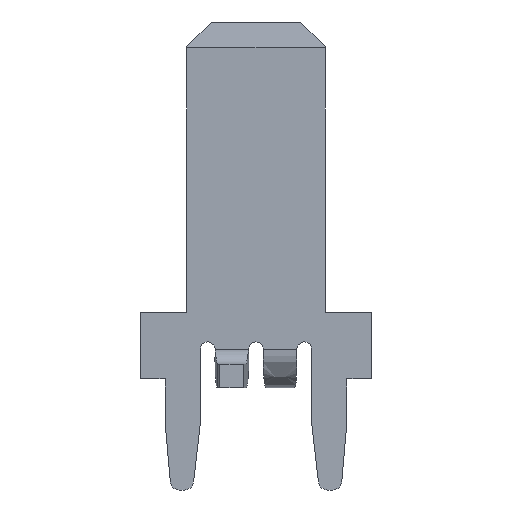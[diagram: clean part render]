
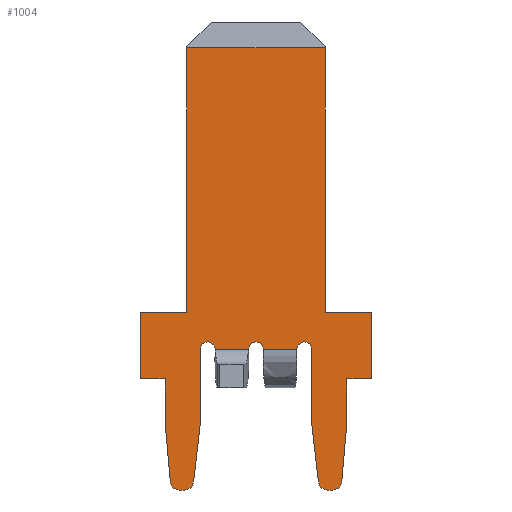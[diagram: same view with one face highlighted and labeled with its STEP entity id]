
A CAD part, front view. The second image highlights one B-rep face of the part: STEP entity #1004.
In plain terms, the highlighted planar face has unit normal (0, -1, 0).
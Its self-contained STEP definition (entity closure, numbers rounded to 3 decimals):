
#134=DIRECTION('',(1.,0.,0.));
#135=VECTOR('',#134,1.145);
#136=CARTESIAN_POINT('',(-1.399,-0.4,-11.227));
#137=LINE('',#136,#135);
#138=DIRECTION('',(-0.122,0.,0.993));
#139=VECTOR('',#138,0.031);
#140=CARTESIAN_POINT('',(-1.399,-0.4,-11.227));
#141=LINE('',#140,#139);
#142=CARTESIAN_POINT('',(-1.655,-0.4,-11.227));
#143=DIRECTION('',(0.,-1.,0.));
#144=DIRECTION('',(0.993,0.,0.122));
#145=AXIS2_PLACEMENT_3D('',#142,#143,#144);
#147=DIRECTION('',(0.,0.,-1.));
#148=VECTOR('',#147,2.54);
#149=CARTESIAN_POINT('',(-1.909,-0.4,-11.227));
#150=LINE('',#149,#148);
#151=DIRECTION('',(-0.114,0.,-0.993));
#152=VECTOR('',#151,2.018);
#153=CARTESIAN_POINT('',(-1.909,-0.4,-13.767));
#154=LINE('',#153,#152);
#155=CARTESIAN_POINT('',(-2.455,-0.4,-15.735));
#156=DIRECTION('',(0.,1.,0.));
#157=DIRECTION('',(0.993,0.,-0.114));
#158=AXIS2_PLACEMENT_3D('',#155,#156,#157);
#160=DIRECTION('',(-1.,0.,0.));
#161=VECTOR('',#160,0.17);
#162=CARTESIAN_POINT('',(-2.455,-0.4,-16.053));
#163=LINE('',#162,#161);
#164=CARTESIAN_POINT('',(-2.625,-0.4,-15.735));
#165=DIRECTION('',(0.,1.,0.));
#166=DIRECTION('',(0.,0.,-1.));
#167=AXIS2_PLACEMENT_3D('',#164,#165,#166);
#169=DIRECTION('',(-0.087,0.,0.996));
#170=VECTOR('',#169,2.012);
#171=CARTESIAN_POINT('',(-2.941,-0.4,-15.772));
#172=LINE('',#171,#170);
#173=DIRECTION('',(0.,0.,1.));
#174=VECTOR('',#173,1.524);
#175=CARTESIAN_POINT('',(-3.116,-0.4,-13.767));
#176=LINE('',#175,#174);
#177=DIRECTION('',(-1.,0.,0.));
#178=VECTOR('',#177,0.847);
#179=CARTESIAN_POINT('',(-3.116,-0.4,-12.243));
#180=LINE('',#179,#178);
#181=DIRECTION('',(0.,0.,1.));
#182=VECTOR('',#181,2.286);
#183=CARTESIAN_POINT('',(-3.962,-0.4,-12.243));
#184=LINE('',#183,#182);
#185=DIRECTION('',(1.,0.,0.));
#186=VECTOR('',#185,1.588);
#187=CARTESIAN_POINT('',(-3.962,-0.4,-9.957));
#188=LINE('',#187,#186);
#189=DIRECTION('',(0.,0.,1.));
#190=VECTOR('',#189,9.068);
#191=CARTESIAN_POINT('',(-2.375,-0.4,-9.957));
#192=LINE('',#191,#190);
#193=DIRECTION('',(1.,0.,0.));
#194=VECTOR('',#193,4.75);
#195=CARTESIAN_POINT('',(-2.375,-0.4,-0.889));
#196=LINE('',#195,#194);
#197=DIRECTION('',(0.,0.,-1.));
#198=VECTOR('',#197,9.068);
#199=CARTESIAN_POINT('',(2.375,-0.4,-0.889));
#200=LINE('',#199,#198);
#201=DIRECTION('',(1.,0.,0.));
#202=VECTOR('',#201,1.588);
#203=CARTESIAN_POINT('',(2.375,-0.4,-9.957));
#204=LINE('',#203,#202);
#205=DIRECTION('',(0.,0.,-1.));
#206=VECTOR('',#205,2.286);
#207=CARTESIAN_POINT('',(3.962,-0.4,-9.957));
#208=LINE('',#207,#206);
#209=DIRECTION('',(-1.,0.,0.));
#210=VECTOR('',#209,0.847);
#211=CARTESIAN_POINT('',(3.962,-0.4,-12.243));
#212=LINE('',#211,#210);
#213=DIRECTION('',(0.,0.,-1.));
#214=VECTOR('',#213,1.524);
#215=CARTESIAN_POINT('',(3.116,-0.4,-12.243));
#216=LINE('',#215,#214);
#217=DIRECTION('',(-0.087,0.,-0.996));
#218=VECTOR('',#217,2.004);
#219=CARTESIAN_POINT('',(3.116,-0.4,-13.767));
#220=LINE('',#219,#218);
#221=CARTESIAN_POINT('',(2.625,-0.4,-15.735));
#222=DIRECTION('',(0.,1.,0.));
#223=DIRECTION('',(0.996,0.,-0.087));
#224=AXIS2_PLACEMENT_3D('',#221,#222,#223);
#226=DIRECTION('',(-1.,0.,0.));
#227=VECTOR('',#226,0.17);
#228=CARTESIAN_POINT('',(2.625,-0.4,-16.053));
#229=LINE('',#228,#227);
#230=CARTESIAN_POINT('',(2.455,-0.4,-15.735));
#231=DIRECTION('',(0.,1.,0.));
#232=DIRECTION('',(0.,0.,-1.));
#233=AXIS2_PLACEMENT_3D('',#230,#231,#232);
#235=DIRECTION('',(-0.114,0.,0.993));
#236=VECTOR('',#235,2.018);
#237=CARTESIAN_POINT('',(2.139,-0.4,-15.772));
#238=LINE('',#237,#236);
#239=DIRECTION('',(0.,0.,1.));
#240=VECTOR('',#239,2.54);
#241=CARTESIAN_POINT('',(1.909,-0.4,-13.767));
#242=LINE('',#241,#240);
#243=CARTESIAN_POINT('',(1.655,-0.4,-11.227));
#244=DIRECTION('',(0.,-1.,0.));
#245=DIRECTION('',(1.,0.,0.));
#246=AXIS2_PLACEMENT_3D('',#243,#244,#245);
#248=DIRECTION('',(-0.122,0.,-0.993));
#249=VECTOR('',#248,0.031);
#250=CARTESIAN_POINT('',(1.403,-0.4,-11.196));
#251=LINE('',#250,#249);
#252=DIRECTION('',(-1.,0.,0.));
#253=VECTOR('',#252,1.145);
#254=CARTESIAN_POINT('',(1.399,-0.4,-11.227));
#255=LINE('',#254,#253);
#256=CARTESIAN_POINT('',(0.,-0.4,-11.227));
#257=DIRECTION('',(0.,-1.,0.));
#258=DIRECTION('',(1.,0.,0.));
#259=AXIS2_PLACEMENT_3D('',#256,#257,#258);
#285=CARTESIAN_POINT('',(-0.254,-0.4,-11.227));
#765=CARTESIAN_POINT('',(2.375,-0.4,-9.957));
#766=CARTESIAN_POINT('',(3.962,-0.4,-9.957));
#767=VERTEX_POINT('',#765);
#768=VERTEX_POINT('',#766);
#769=CARTESIAN_POINT('',(3.962,-0.4,-12.243));
#770=VERTEX_POINT('',#769);
#771=CARTESIAN_POINT('',(3.116,-0.4,-12.243));
#772=VERTEX_POINT('',#771);
#773=CARTESIAN_POINT('',(3.116,-0.4,-13.767));
#774=VERTEX_POINT('',#773);
#775=CARTESIAN_POINT('',(2.941,-0.4,-15.763));
#776=VERTEX_POINT('',#775);
#777=CARTESIAN_POINT('',(2.625,-0.4,-16.053));
#778=VERTEX_POINT('',#777);
#779=CARTESIAN_POINT('',(2.455,-0.4,-16.053));
#780=VERTEX_POINT('',#779);
#781=CARTESIAN_POINT('',(2.139,-0.4,-15.772));
#782=VERTEX_POINT('',#781);
#783=CARTESIAN_POINT('',(1.909,-0.4,-13.767));
#784=VERTEX_POINT('',#783);
#785=CARTESIAN_POINT('',(1.909,-0.4,-11.227));
#786=VERTEX_POINT('',#785);
#787=CARTESIAN_POINT('',(1.403,-0.4,-11.196));
#788=VERTEX_POINT('',#787);
#789=CARTESIAN_POINT('',(-1.403,-0.4,-11.196));
#790=CARTESIAN_POINT('',(-1.909,-0.4,-11.227));
#791=VERTEX_POINT('',#789);
#792=VERTEX_POINT('',#790);
#793=CARTESIAN_POINT('',(-1.909,-0.4,-13.767));
#794=VERTEX_POINT('',#793);
#795=CARTESIAN_POINT('',(-2.139,-0.4,-15.772));
#796=VERTEX_POINT('',#795);
#797=CARTESIAN_POINT('',(-2.455,-0.4,-16.053));
#798=VERTEX_POINT('',#797);
#799=CARTESIAN_POINT('',(-2.625,-0.4,-16.053));
#800=VERTEX_POINT('',#799);
#801=CARTESIAN_POINT('',(-2.941,-0.4,-15.772));
#802=VERTEX_POINT('',#801);
#803=CARTESIAN_POINT('',(-3.116,-0.4,-13.767));
#804=VERTEX_POINT('',#803);
#805=CARTESIAN_POINT('',(-3.116,-0.4,-12.243));
#806=VERTEX_POINT('',#805);
#807=CARTESIAN_POINT('',(-3.962,-0.4,-12.243));
#808=VERTEX_POINT('',#807);
#809=CARTESIAN_POINT('',(-3.962,-0.4,-9.957));
#810=VERTEX_POINT('',#809);
#811=CARTESIAN_POINT('',(-2.375,-0.4,-9.957));
#812=VERTEX_POINT('',#811);
#861=CARTESIAN_POINT('',(-2.375,-0.4,-0.889));
#862=CARTESIAN_POINT('',(2.375,-0.4,-0.889));
#863=VERTEX_POINT('',#861);
#864=VERTEX_POINT('',#862);
#911=VERTEX_POINT('',#285);
#913=CARTESIAN_POINT('',(-1.399,-0.4,-11.227));
#914=VERTEX_POINT('',#913);
#917=CARTESIAN_POINT('',(1.399,-0.4,-11.227));
#918=VERTEX_POINT('',#917);
#929=CARTESIAN_POINT('',(0.254,-0.4,-11.227));
#930=VERTEX_POINT('',#929);
#937=CARTESIAN_POINT('',(0.,-0.4,0.));
#938=DIRECTION('',(0.,1.,0.));
#939=DIRECTION('',(-1.,0.,0.));
#940=AXIS2_PLACEMENT_3D('',#937,#938,#939);
#941=PLANE('',#940);
#943=ORIENTED_EDGE('',*,*,#942,.F.);
#945=ORIENTED_EDGE('',*,*,#944,.T.);
#947=ORIENTED_EDGE('',*,*,#946,.T.);
#949=ORIENTED_EDGE('',*,*,#948,.T.);
#951=ORIENTED_EDGE('',*,*,#950,.T.);
#953=ORIENTED_EDGE('',*,*,#952,.T.);
#955=ORIENTED_EDGE('',*,*,#954,.T.);
#957=ORIENTED_EDGE('',*,*,#956,.T.);
#959=ORIENTED_EDGE('',*,*,#958,.T.);
#961=ORIENTED_EDGE('',*,*,#960,.T.);
#963=ORIENTED_EDGE('',*,*,#962,.T.);
#965=ORIENTED_EDGE('',*,*,#964,.T.);
#967=ORIENTED_EDGE('',*,*,#966,.T.);
#969=ORIENTED_EDGE('',*,*,#968,.T.);
#971=ORIENTED_EDGE('',*,*,#970,.T.);
#973=ORIENTED_EDGE('',*,*,#972,.T.);
#975=ORIENTED_EDGE('',*,*,#974,.T.);
#977=ORIENTED_EDGE('',*,*,#976,.T.);
#979=ORIENTED_EDGE('',*,*,#978,.T.);
#981=ORIENTED_EDGE('',*,*,#980,.T.);
#983=ORIENTED_EDGE('',*,*,#982,.T.);
#985=ORIENTED_EDGE('',*,*,#984,.T.);
#987=ORIENTED_EDGE('',*,*,#986,.T.);
#989=ORIENTED_EDGE('',*,*,#988,.T.);
#991=ORIENTED_EDGE('',*,*,#990,.T.);
#993=ORIENTED_EDGE('',*,*,#992,.T.);
#995=ORIENTED_EDGE('',*,*,#994,.T.);
#997=ORIENTED_EDGE('',*,*,#996,.T.);
#999=ORIENTED_EDGE('',*,*,#998,.T.);
#1001=ORIENTED_EDGE('',*,*,#1000,.T.);
#1002=EDGE_LOOP('',(#943,#945,#947,#949,#951,#953,#955,#957,#959,#961,#963,#965,
#967,#969,#971,#973,#975,#977,#979,#981,#983,#985,#987,#989,#991,#993,#995,#997,
#999,#1001));
#1003=FACE_OUTER_BOUND('',#1002,.F.);
#146=CIRCLE('',#145,0.254);
#159=CIRCLE('',#158,0.318);
#168=CIRCLE('',#167,0.318);
#225=CIRCLE('',#224,0.318);
#234=CIRCLE('',#233,0.318);
#247=CIRCLE('',#246,0.254);
#260=CIRCLE('',#259,0.254);
#942=EDGE_CURVE('',#914,#911,#137,.T.);
#944=EDGE_CURVE('',#914,#791,#141,.T.);
#946=EDGE_CURVE('',#791,#792,#146,.T.);
#948=EDGE_CURVE('',#792,#794,#150,.T.);
#950=EDGE_CURVE('',#794,#796,#154,.T.);
#952=EDGE_CURVE('',#796,#798,#159,.T.);
#954=EDGE_CURVE('',#798,#800,#163,.T.);
#956=EDGE_CURVE('',#800,#802,#168,.T.);
#958=EDGE_CURVE('',#802,#804,#172,.T.);
#960=EDGE_CURVE('',#804,#806,#176,.T.);
#962=EDGE_CURVE('',#806,#808,#180,.T.);
#964=EDGE_CURVE('',#808,#810,#184,.T.);
#966=EDGE_CURVE('',#810,#812,#188,.T.);
#968=EDGE_CURVE('',#812,#863,#192,.T.);
#970=EDGE_CURVE('',#863,#864,#196,.T.);
#972=EDGE_CURVE('',#864,#767,#200,.T.);
#974=EDGE_CURVE('',#767,#768,#204,.T.);
#976=EDGE_CURVE('',#768,#770,#208,.T.);
#978=EDGE_CURVE('',#770,#772,#212,.T.);
#980=EDGE_CURVE('',#772,#774,#216,.T.);
#982=EDGE_CURVE('',#774,#776,#220,.T.);
#984=EDGE_CURVE('',#776,#778,#225,.T.);
#986=EDGE_CURVE('',#778,#780,#229,.T.);
#988=EDGE_CURVE('',#780,#782,#234,.T.);
#990=EDGE_CURVE('',#782,#784,#238,.T.);
#992=EDGE_CURVE('',#784,#786,#242,.T.);
#994=EDGE_CURVE('',#786,#788,#247,.T.);
#996=EDGE_CURVE('',#788,#918,#251,.T.);
#998=EDGE_CURVE('',#918,#930,#255,.T.);
#1000=EDGE_CURVE('',#930,#911,#260,.T.);
#1004=ADVANCED_FACE('',(#1003),#941,.F.);
